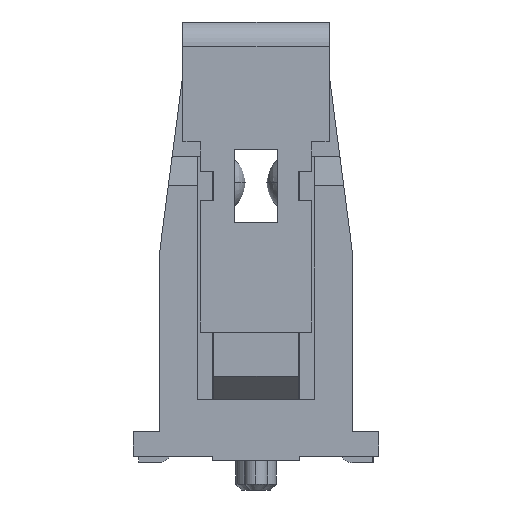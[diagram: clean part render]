
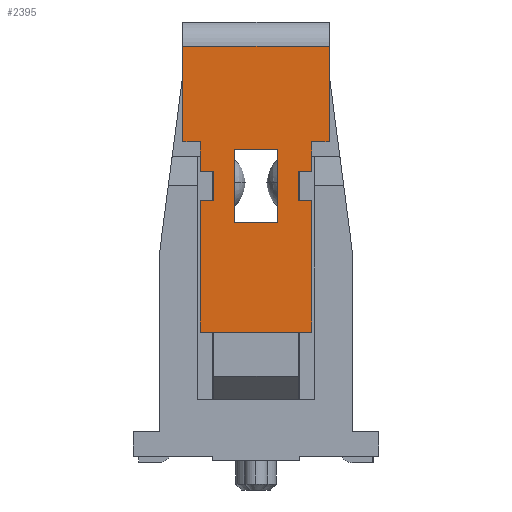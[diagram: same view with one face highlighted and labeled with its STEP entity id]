
A CAD part, left-side view. The second image highlights one B-rep face of the part: STEP entity #2395.
In plain terms, the highlighted planar face has unit normal (-1, 0, 0).
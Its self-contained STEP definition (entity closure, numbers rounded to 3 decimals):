
#2395=ADVANCED_FACE('',(#7318,#7319),#7320,.T.);
#7318=FACE_OUTER_BOUND('',#12247,.T.);
#7319=FACE_BOUND('',#12248,.T.);
#7320=PLANE('',#12249);
#12247=EDGE_LOOP('',(#31325,#31326,#31327,#31328,#31329,#31330,#31331,#31332,#31333,#31334,#31335,#31336,#31337,#31338,#31339,#31340));
#12248=EDGE_LOOP('',(#31341,#31342,#31343,#31344));
#12249=AXIS2_PLACEMENT_3D('',#31345,#31346,#31347);
#31325=ORIENTED_EDGE('',*,*,#37428,.F.);
#31326=ORIENTED_EDGE('',*,*,#37424,.F.);
#31327=ORIENTED_EDGE('',*,*,#37397,.F.);
#31328=ORIENTED_EDGE('',*,*,#37396,.F.);
#31329=ORIENTED_EDGE('',*,*,#37393,.F.);
#31330=ORIENTED_EDGE('',*,*,#37391,.F.);
#31331=ORIENTED_EDGE('',*,*,#37388,.F.);
#31332=ORIENTED_EDGE('',*,*,#37385,.F.);
#31333=ORIENTED_EDGE('',*,*,#37383,.T.);
#31334=ORIENTED_EDGE('',*,*,#37382,.F.);
#31335=ORIENTED_EDGE('',*,*,#37379,.F.);
#31336=ORIENTED_EDGE('',*,*,#37376,.F.);
#31337=ORIENTED_EDGE('',*,*,#37373,.T.);
#31338=ORIENTED_EDGE('',*,*,#37427,.F.);
#31339=ORIENTED_EDGE('',*,*,#37429,.T.);
#31340=ORIENTED_EDGE('',*,*,#37430,.F.);
#31341=ORIENTED_EDGE('',*,*,#37371,.F.);
#31342=ORIENTED_EDGE('',*,*,#37369,.F.);
#31343=ORIENTED_EDGE('',*,*,#37367,.F.);
#31344=ORIENTED_EDGE('',*,*,#37363,.F.);
#31345=CARTESIAN_POINT('',(-39.9,-1.45,-8.8));
#31346=DIRECTION('',(-1.0,0.0,0.0));
#31347=DIRECTION('',(0.0,0.0,1.0));
#37363=EDGE_CURVE('',#47234,#47236,#47237,.T.);
#37367=EDGE_CURVE('',#47236,#47241,#47242,.T.);
#37369=EDGE_CURVE('',#47241,#47244,#47245,.T.);
#37371=EDGE_CURVE('',#47244,#47234,#47247,.T.);
#37373=EDGE_CURVE('',#47250,#47248,#47251,.T.);
#37376=EDGE_CURVE('',#47250,#47253,#47255,.T.);
#37379=EDGE_CURVE('',#47253,#47258,#47259,.T.);
#37382=EDGE_CURVE('',#47258,#47261,#47263,.T.);
#37383=EDGE_CURVE('',#47264,#47261,#47265,.T.);
#37385=EDGE_CURVE('',#47264,#47267,#47268,.T.);
#37388=EDGE_CURVE('',#47267,#47271,#47272,.T.);
#37391=EDGE_CURVE('',#47271,#47274,#47276,.T.);
#37393=EDGE_CURVE('',#47274,#47278,#47279,.T.);
#37396=EDGE_CURVE('',#47278,#47281,#47283,.T.);
#37397=EDGE_CURVE('',#47281,#47284,#47285,.T.);
#37424=EDGE_CURVE('',#47284,#47330,#47331,.T.);
#37427=EDGE_CURVE('',#47333,#47248,#47335,.T.);
#37428=EDGE_CURVE('',#47330,#47336,#47337,.T.);
#37429=EDGE_CURVE('',#47333,#47338,#47339,.T.);
#37430=EDGE_CURVE('',#47336,#47338,#47340,.T.);
#47234=VERTEX_POINT('',#61905);
#47236=VERTEX_POINT('',#61908);
#47237=LINE('',#61909,#61910);
#47241=VERTEX_POINT('',#61917);
#47242=LINE('',#61918,#61919);
#47244=VERTEX_POINT('',#61922);
#47245=LINE('',#61923,#61924);
#47247=LINE('',#61927,#61928);
#47248=VERTEX_POINT('',#61929);
#47250=VERTEX_POINT('',#61932);
#47251=LINE('',#61933,#61934);
#47253=VERTEX_POINT('',#61937);
#47255=LINE('',#61940,#61941);
#47258=VERTEX_POINT('',#61946);
#47259=LINE('',#61947,#61948);
#47261=VERTEX_POINT('',#61951);
#47263=LINE('',#61954,#61955);
#47264=VERTEX_POINT('',#61956);
#47265=LINE('',#61957,#61958);
#47267=VERTEX_POINT('',#61961);
#47268=LINE('',#61962,#61963);
#47271=VERTEX_POINT('',#61968);
#47272=LINE('',#61969,#61970);
#47274=VERTEX_POINT('',#61973);
#47276=LINE('',#61976,#61977);
#47278=VERTEX_POINT('',#61980);
#47279=LINE('',#61981,#61982);
#47281=VERTEX_POINT('',#61985);
#47283=LINE('',#61988,#61989);
#47284=VERTEX_POINT('',#61990);
#47285=LINE('',#61991,#61992);
#47330=VERTEX_POINT('',#62063);
#47331=LINE('',#62064,#62065);
#47333=VERTEX_POINT('',#62068);
#47335=LINE('',#62071,#62072);
#47336=VERTEX_POINT('',#62073);
#47337=LINE('',#62074,#62075);
#47338=VERTEX_POINT('',#62076);
#47339=LINE('',#62077,#62078);
#47340=LINE('',#62079,#62080);
#61905=CARTESIAN_POINT('',(-39.9,0.75,-2.55));
#61908=CARTESIAN_POINT('',(-39.9,0.75,-5.05));
#61909=CARTESIAN_POINT('',(-39.9,0.75,-2.55));
#61910=VECTOR('',#70693,2.5);
#61917=CARTESIAN_POINT('',(-39.9,-0.75,-5.05));
#61918=CARTESIAN_POINT('',(-39.9,0.75,-5.05));
#61919=VECTOR('',#70697,1.5);
#61922=CARTESIAN_POINT('',(-39.9,-0.75,-2.55));
#61923=CARTESIAN_POINT('',(-39.9,-0.75,-5.05));
#61924=VECTOR('',#70699,2.5);
#61927=CARTESIAN_POINT('',(-39.9,-0.75,-2.55));
#61928=VECTOR('',#70701,1.5);
#61929=CARTESIAN_POINT('',(-39.9,-1.9,-2.3));
#61932=CARTESIAN_POINT('',(-39.9,-1.9,-3.3));
#61933=CARTESIAN_POINT('',(-39.9,-1.9,-3.3));
#61934=VECTOR('',#70703,1.0);
#61937=CARTESIAN_POINT('',(-39.9,-1.45,-3.3));
#61940=CARTESIAN_POINT('',(-39.9,-1.9,-3.3));
#61941=VECTOR('',#70706,0.45);
#61946=CARTESIAN_POINT('',(-39.9,-1.45,-4.3));
#61947=CARTESIAN_POINT('',(-39.9,-1.45,-3.3));
#61948=VECTOR('',#70709,1.0);
#61951=CARTESIAN_POINT('',(-39.9,-1.9,-4.3));
#61954=CARTESIAN_POINT('',(-39.9,-1.45,-4.3));
#61955=VECTOR('',#70712,0.45);
#61956=CARTESIAN_POINT('',(-39.9,-1.9,-8.8));
#61957=CARTESIAN_POINT('',(-39.9,-1.9,-8.8));
#61958=VECTOR('',#70713,4.5);
#61961=CARTESIAN_POINT('',(-39.9,1.9,-8.8));
#61962=CARTESIAN_POINT('',(-39.9,-1.9,-8.8));
#61963=VECTOR('',#70715,3.8);
#61968=CARTESIAN_POINT('',(-39.9,1.9,-4.3));
#61969=CARTESIAN_POINT('',(-39.9,1.9,-8.8));
#61970=VECTOR('',#70718,4.5);
#61973=CARTESIAN_POINT('',(-39.9,1.45,-4.3));
#61976=CARTESIAN_POINT('',(-39.9,1.9,-4.3));
#61977=VECTOR('',#70721,0.45);
#61980=CARTESIAN_POINT('',(-39.9,1.45,-3.3));
#61981=CARTESIAN_POINT('',(-39.9,1.45,-4.3));
#61982=VECTOR('',#70723,1.0);
#61985=CARTESIAN_POINT('',(-39.9,1.9,-3.3));
#61988=CARTESIAN_POINT('',(-39.9,1.45,-3.3));
#61989=VECTOR('',#70726,0.45);
#61990=CARTESIAN_POINT('',(-39.9,1.9,-2.3));
#61991=CARTESIAN_POINT('',(-39.9,1.9,-3.3));
#61992=VECTOR('',#70727,1.0);
#62063=CARTESIAN_POINT('',(-39.9,2.5,-2.3));
#62064=CARTESIAN_POINT('',(-39.9,1.9,-2.3));
#62065=VECTOR('',#70754,0.6);
#62068=CARTESIAN_POINT('',(-39.9,-2.5,-2.3));
#62071=CARTESIAN_POINT('',(-39.9,-2.5,-2.3));
#62072=VECTOR('',#70757,0.6);
#62073=CARTESIAN_POINT('',(-39.9,2.5,0.97));
#62074=CARTESIAN_POINT('',(-39.9,2.5,-2.3));
#62075=VECTOR('',#70758,3.27);
#62076=CARTESIAN_POINT('',(-39.9,-2.5,0.97));
#62077=CARTESIAN_POINT('',(-39.9,-2.5,-2.3));
#62078=VECTOR('',#70759,3.27);
#62079=CARTESIAN_POINT('',(-39.9,2.5,0.97));
#62080=VECTOR('',#70760,5.0);
#70693=DIRECTION('',(0.0,0.0,-1.0));
#70697=DIRECTION('',(0.0,-1.0,0.0));
#70699=DIRECTION('',(0.0,0.0,1.0));
#70701=DIRECTION('',(0.0,1.0,0.0));
#70703=DIRECTION('',(0.0,0.0,1.0));
#70706=DIRECTION('',(0.0,1.0,0.0));
#70709=DIRECTION('',(0.0,0.0,-1.0));
#70712=DIRECTION('',(0.0,-1.0,0.0));
#70713=DIRECTION('',(0.0,0.0,1.0));
#70715=DIRECTION('',(0.0,1.0,0.0));
#70718=DIRECTION('',(0.0,0.0,1.0));
#70721=DIRECTION('',(0.0,-1.0,0.0));
#70723=DIRECTION('',(0.0,0.0,1.0));
#70726=DIRECTION('',(0.0,1.0,0.0));
#70727=DIRECTION('',(0.0,0.0,1.0));
#70754=DIRECTION('',(0.0,1.0,0.0));
#70757=DIRECTION('',(0.0,1.0,0.0));
#70758=DIRECTION('',(0.0,0.0,1.0));
#70759=DIRECTION('',(0.0,0.0,1.0));
#70760=DIRECTION('',(0.0,-1.0,0.0));
